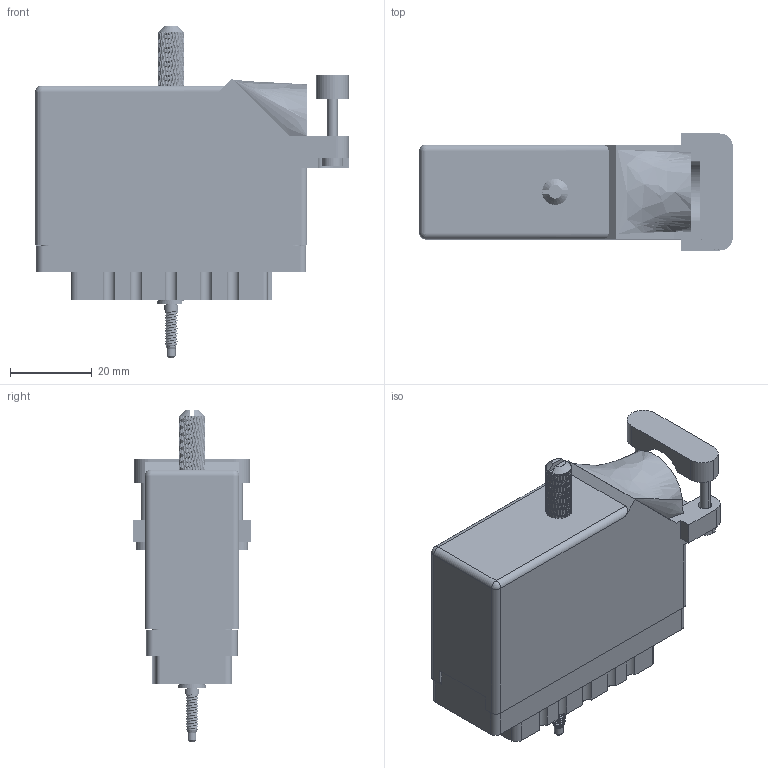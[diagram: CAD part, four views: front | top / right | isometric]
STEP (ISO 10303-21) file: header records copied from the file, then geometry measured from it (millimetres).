
FILE_DESCRIPTION (( 'STEP AP203' ), '1' );
FILE_NAME ('516-056-500-645.STEP', '2020-03-05T22:44:13', ( '' ), ( '' ), 'SwSTEP 2.0', 'SolidWorks 2016', '' );
FILE_SCHEMA (( 'CONFIG_CONTROL_DESIGN' ));
Length unit declared in the file: inch
Products named in the file (9): 516-230-001_Plastic - 056 Side Entry - Large Clamp; Actuating Screw Assy 038-056; 516-253-035-100; 516-250-038-111; 516-253-138-107; 516 Part Receptacle_056; 516-251-035-100; 516-292-001_500 Contact; 516-056-500-645
Assembly tree (64 placements, depth 3):
  516-056-500-645
    516 Part Receptacle_056
    516-292-001_500 Contact  x56
    516-230-001_Plastic - 056 Side Entry - Large Clamp
    Actuating Screw Assy 038-056
      516-251-035-100
      516-253-035-100  x2
      516-253-138-107
      516-250-038-111
Bounding box: 76.5 x 28.57 x 81.03 mm (x, y, z)
Volume: 31053.9 mm3; surface area: 49293.6 mm2
Topology: 63 solids, 63 shells, 7003 faces, 19278 edges, 12424 vertices
Faces by surface type: plane 3422, cylinder 2214, bspline 1345, cone 20, sphere 2
Entity records: 116804 total; most frequent: CARTESIAN_POINT 56976, ORIENTED_EDGE 14328, DIRECTION 9464, EDGE_CURVE 7164, VERTEX_POINT 4386, LINE 3182, VECTOR 3182, AXIS2_PLACEMENT_3D 3141
